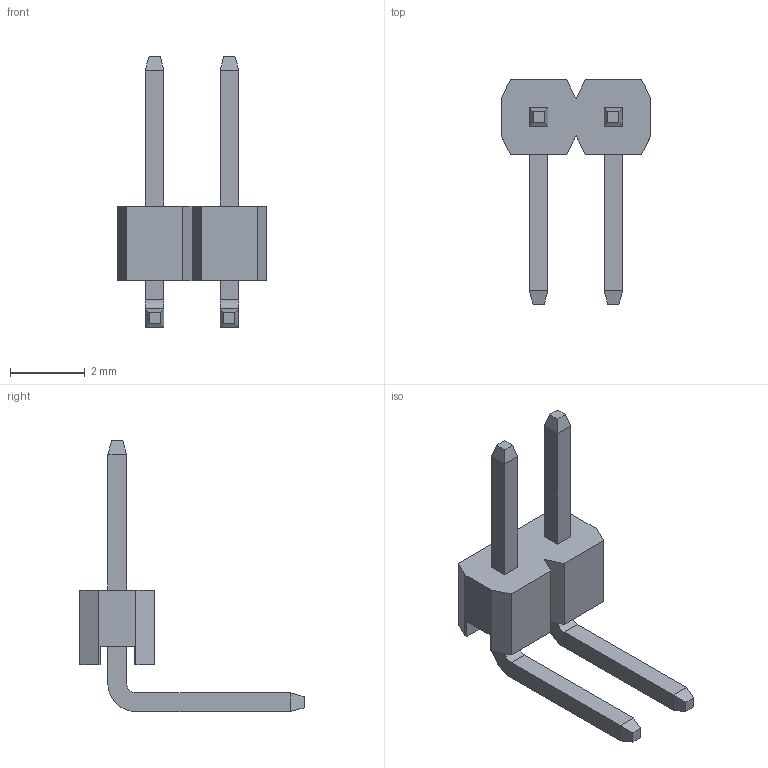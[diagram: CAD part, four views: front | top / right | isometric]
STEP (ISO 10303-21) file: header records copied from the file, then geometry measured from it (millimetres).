
FILE_DESCRIPTION (( 'STEP AP214' ), '1' );
FILE_NAME ('FPH20053-S02B1014110711B-REF.STEP', '2025-10-16T02:01:26', ( '' ), ( '' ), 'SwSTEP 2.0', 'SolidWorks 2021', '' );
FILE_SCHEMA (( 'AUTOMOTIVE_DESIGN' ));
Length unit declared in the file: millimetre
Products named in the file (1): FPH20053-S02B1014110711B-REF
Bounding box: 4 x 6 x 7.25 mm (x, y, z)
Volume: 18.2 mm3; surface area: 83 mm2
Topology: 1 solids, 1 shells, 68 faces, 162 edges, 100 vertices
Faces by surface type: plane 64, cylinder 4
Entity records: 1936 total; most frequent: CARTESIAN_POINT 331, ORIENTED_EDGE 324, DIRECTION 308, EDGE_CURVE 162, VECTOR 154, LINE 154, VERTEX_POINT 100, AXIS2_PLACEMENT_3D 77
